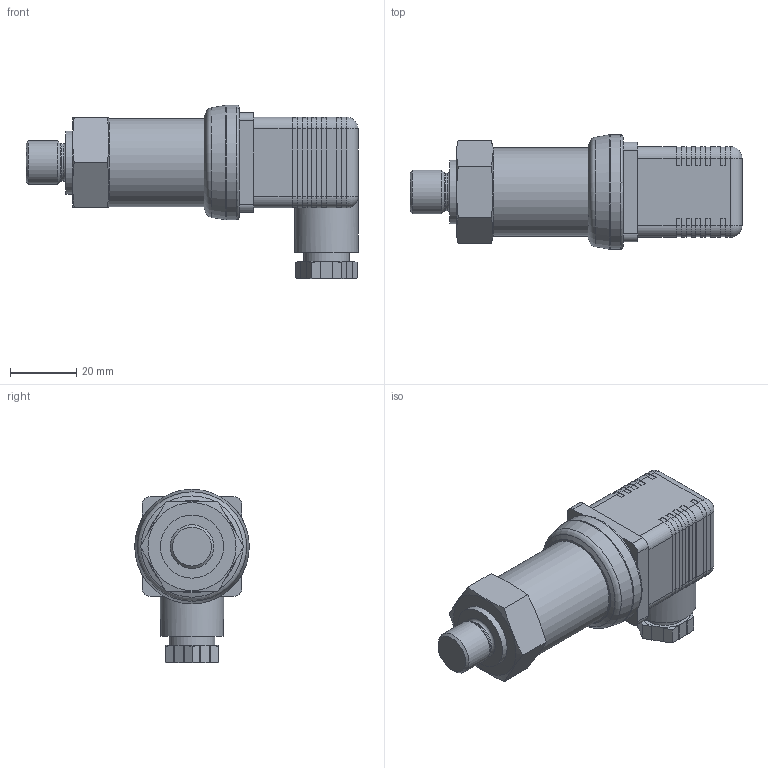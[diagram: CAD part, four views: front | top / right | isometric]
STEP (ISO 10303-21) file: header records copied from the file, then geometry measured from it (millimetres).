
FILE_DESCRIPTION(/* description */ (''),/* implementation_level */ '2;1');
FILE_NAME(/* name */ 'DMP331-11x-xxxx-x-x-100-300-x-000.stp',/* time_stamp */ '2026-04-08T10:53:42+02:00',/* author */ ('cz1166'),/* organization */ (''),/* preprocessor_version */ 'ST-DEVELOPER v20.1',/* originating_system */ 'Autodesk Inventor 2026',/* authorisation */ '');
FILE_SCHEMA (('AUTOMOTIVE_DESIGN { 1 0 10303 214 3 1 1 }'));
Length unit declared in the file: millimetre
Products named in the file (1): DMP331-11x-xxxx-x-x-100-300-x-000
Bounding box: 99.9 x 34.5 x 52.2 mm (x, y, z)
Volume: 66079.7 mm3; surface area: 12192.5 mm2
Topology: 1 solids, 1 shells, 227 faces, 637 edges, 414 vertices
Faces by surface type: plane 139, cylinder 60, cone 18, torus 6, sphere 4
Full cylindrical faces by diameter (mm): 11.2 x1, 13.157 x1, 13.76 x1, 19 x2, 26.5 x1, 34.5 x1
Entity records: 7313 total; most frequent: CARTESIAN_POINT 1457, ORIENTED_EDGE 1266, DIRECTION 1187, EDGE_CURVE 633, VERTEX_POINT 414, AXIS2_PLACEMENT_3D 412, LINE 363, VECTOR 363
